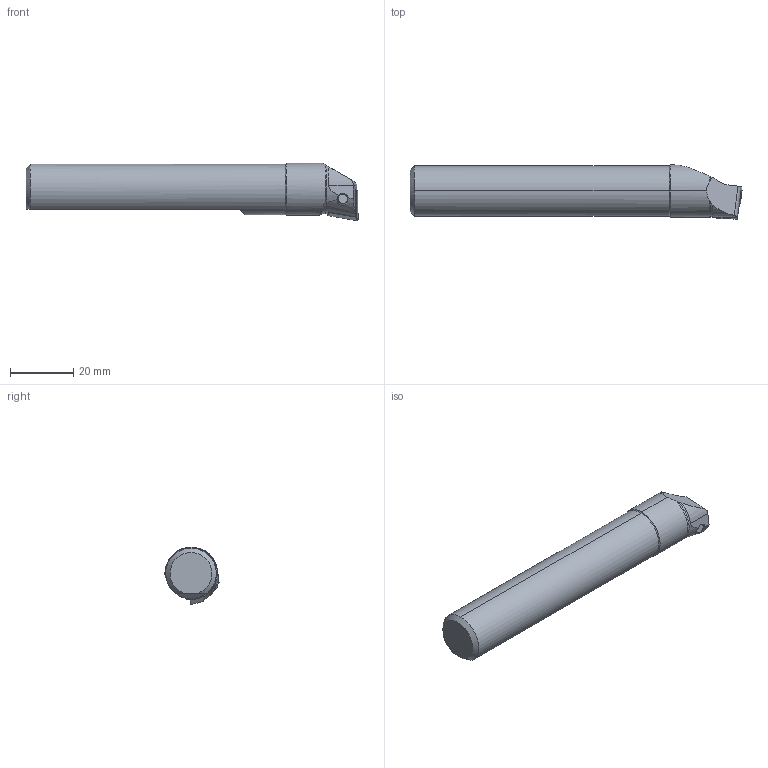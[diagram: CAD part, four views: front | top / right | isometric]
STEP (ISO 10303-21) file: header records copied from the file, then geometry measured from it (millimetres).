
FILE_DESCRIPTION (( 'STEP AP214' ), '1' );
FILE_NAME ('270.020.009.STEP', '2025-02-20T15:45:17', ( '' ), ( '' ), 'SwSTEP 2.0', 'SolidWorks 2022', '' );
FILE_SCHEMA (( 'AUTOMOTIVE_DESIGN' ));
Length unit declared in the file: millimetre
Products named in the file (4): B20-WCB.001.105_A; CCMT09T304; WCB-ER2.001.009_A; 270.020.009
Assembly tree (3 placements, depth 2):
  270.020.009
    B20-WCB.001.105_A
    CCMT09T304
    WCB-ER2.001.009_A
Bounding box: 105 x 17.14 x 18.12 mm (x, y, z)
Volume: 18704.3 mm3; surface area: 5915.9 mm2
Topology: 3 solids, 3 shells, 126 faces, 327 edges, 197 vertices
Faces by surface type: cylinder 36, cone 33, plane 32, bspline 13, torus 10, sphere 2
Entity records: 4375 total; most frequent: CARTESIAN_POINT 1382, ORIENTED_EDGE 634, DIRECTION 549, EDGE_CURVE 317, AXIS2_PLACEMENT_3D 216, VERTEX_POINT 197, EDGE_LOOP 130, ADVANCED_FACE 126
